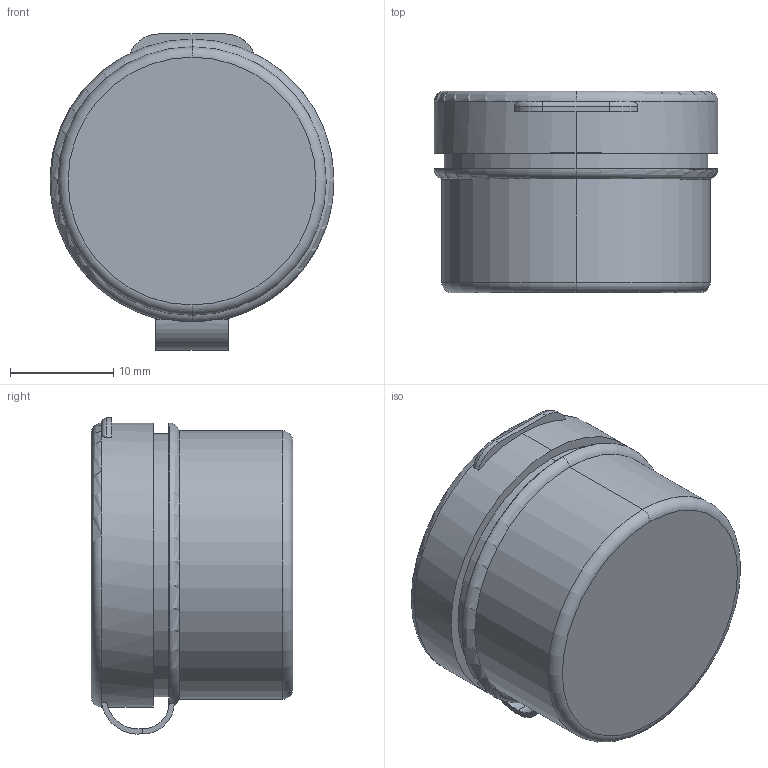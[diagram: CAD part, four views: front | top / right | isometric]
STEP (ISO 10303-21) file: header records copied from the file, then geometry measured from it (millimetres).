
FILE_DESCRIPTION (( 'STEP AP214' ), '1' );
FILE_NAME ('B168 Êîðîáêà ïëàñòèêîâàÿ, O25x15 ìì.STEP', '2020-04-06T12:48:39', ( '' ), ( '' ), 'SwSTEP 2.0', 'SolidWorks 2020', '' );
FILE_SCHEMA (( 'AUTOMOTIVE_DESIGN' ));
Length unit declared in the file: millimetre
Products named in the file (3): B168 Êðûøêà; B168 Êîðîáêà ïëàñòèêîâàÿ, O25x15 ìì; B168 Åìêîñòü
Assembly tree (2 placements, depth 2):
  B168 Êîðîáêà ïëàñòèêîâàÿ, O25x15 ìì
    B168 Åìêîñòü
    B168 Êðûøêà
Bounding box: 27.5 x 19.51 x 30.62 mm (x, y, z)
Volume: 2693.5 mm3; surface area: 5865.1 mm2
Topology: 3 solids, 3 shells, 61 faces, 132 edges, 83 vertices
Faces by surface type: cylinder 29, plane 22, torus 10
Entity records: 1847 total; most frequent: CARTESIAN_POINT 363, DIRECTION 320, ORIENTED_EDGE 264, AXIS2_PLACEMENT_3D 138, EDGE_CURVE 132, VERTEX_POINT 83, CIRCLE 72, EDGE_LOOP 67
